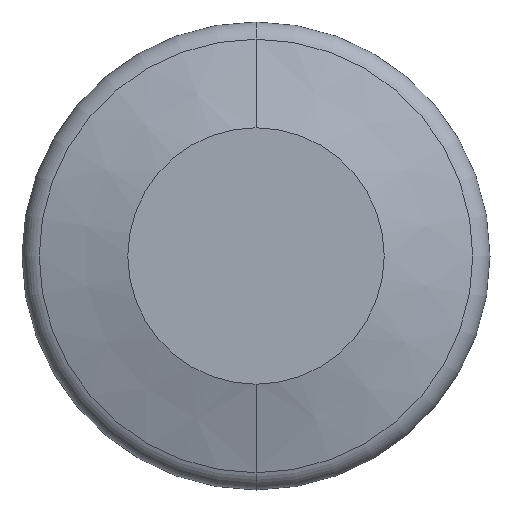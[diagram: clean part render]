
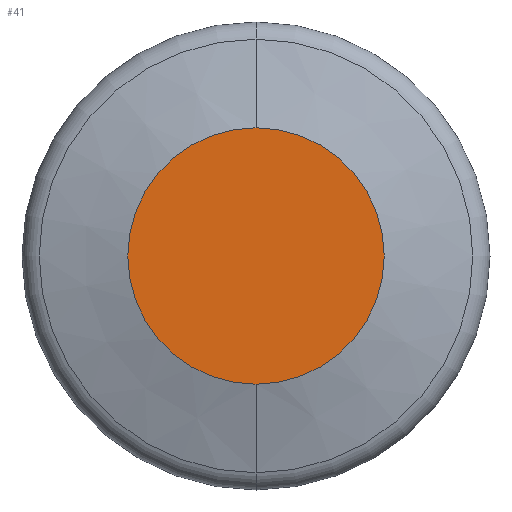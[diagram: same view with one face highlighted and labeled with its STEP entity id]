
A CAD part, front view. The second image highlights one B-rep face of the part: STEP entity #41.
In plain terms, the highlighted planar face has unit normal (0, -1, 0).
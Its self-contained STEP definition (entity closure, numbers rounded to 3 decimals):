
#22 = VERTEX_POINT ( 'NONE', #443 ) ;
#41 = ADVANCED_FACE ( 'NONE', ( #200 ), #168, .F. ) ;
#62 = EDGE_CURVE ( 'NONE', #498, #22, #416, .T. ) ;
#78 = CIRCLE ( 'NONE', #336, 5.356 ) ;
#103 = DIRECTION ( 'NONE',  ( 0., 0., 1. ) ) ;
#122 = DIRECTION ( 'NONE',  ( 0., 0., 1. ) ) ;
#164 = DIRECTION ( 'NONE',  ( 0., 0., 1. ) ) ;
#165 = ORIENTED_EDGE ( 'NONE', *, *, #62, .F. ) ;
#168 = PLANE ( 'NONE',  #213 ) ;
#170 = EDGE_CURVE ( 'NONE', #22, #498, #78, .T. ) ;
#200 = FACE_OUTER_BOUND ( 'NONE', #218, .T. ) ;
#213 = AXIS2_PLACEMENT_3D ( 'NONE', #358, #485, #164 ) ;
#218 = EDGE_LOOP ( 'NONE', ( #165, #330 ) ) ;
#236 = CARTESIAN_POINT ( 'NONE',  ( -5.356, -15.338, 5.356 ) ) ;
#315 = DIRECTION ( 'NONE',  ( 0., 1., 0. ) ) ;
#330 = ORIENTED_EDGE ( 'NONE', *, *, #170, .F. ) ;
#336 = AXIS2_PLACEMENT_3D ( 'NONE', #460, #372, #103 ) ;
#353 = CARTESIAN_POINT ( 'NONE',  ( -5.356, -15.338, 0. ) ) ;
#358 = CARTESIAN_POINT ( 'NONE',  ( 0., -15.338, 0. ) ) ;
#372 = DIRECTION ( 'NONE',  ( 0., 1., 0. ) ) ;
#416 = CIRCLE ( 'NONE', #441, 5.356 ) ;
#441 = AXIS2_PLACEMENT_3D ( 'NONE', #353, #315, #122 ) ;
#443 = CARTESIAN_POINT ( 'NONE',  ( -5.356, -15.338, -5.356 ) ) ;
#460 = CARTESIAN_POINT ( 'NONE',  ( -5.356, -15.338, 0. ) ) ;
#485 = DIRECTION ( 'NONE',  ( 0., 1., 0. ) ) ;
#498 = VERTEX_POINT ( 'NONE', #236 ) ;
